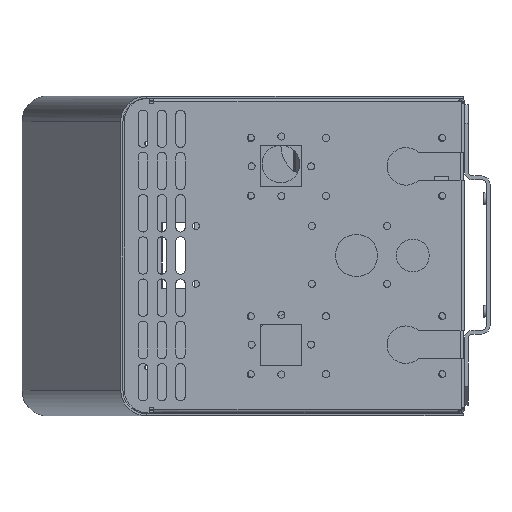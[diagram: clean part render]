
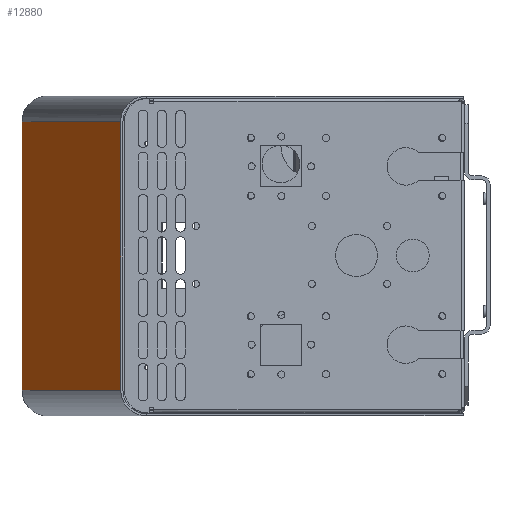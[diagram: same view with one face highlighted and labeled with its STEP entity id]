
A CAD part, left-side view. The second image highlights one B-rep face of the part: STEP entity #12880.
In plain terms, the highlighted planar face has unit normal (-0.153, 0.988, 0).
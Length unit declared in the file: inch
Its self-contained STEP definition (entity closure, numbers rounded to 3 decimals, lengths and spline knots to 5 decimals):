
#3217 = DIRECTION ( 'NONE',  ( 0., 0., 1. ) ) ;
#3772 = FACE_OUTER_BOUND ( 'NONE', #29771, .T. ) ;
#4613 = AXIS2_PLACEMENT_3D ( 'NONE', #26663, #13845, #31873 ) ;
#4894 = VECTOR ( 'NONE', #3217, 39.37008 ) ;
#5132 = EDGE_CURVE ( 'NONE', #31282, #18810, #20450, .T. ) ;
#5783 = CARTESIAN_POINT ( 'NONE',  ( -9.74008, 2.20094, -3.95667 ) ) ;
#6368 = CARTESIAN_POINT ( 'NONE',  ( -11.12348, 1.98604, -3.61857 ) ) ;
#6886 = EDGE_CURVE ( 'NONE', #31282, #21394, #22250, .T. ) ;
#7526 = VECTOR ( 'NONE', #17903, 39.37008 ) ;
#8458 = LINE ( 'NONE', #5783, #4894 ) ;
#11459 = DIRECTION ( 'NONE',  ( 0.988, 0.154, 0. ) ) ;
#12381 = ORIENTED_EDGE ( 'NONE', *, *, #6886, .T. ) ;
#12880 = ADVANCED_FACE ( 'NONE', ( #3772 ), #24091, .T. ) ;
#13214 = VERTEX_POINT ( 'NONE', #17503 ) ;
#13845 = DIRECTION ( 'NONE',  ( -0.154, 0.988, 0. ) ) ;
#14068 = CARTESIAN_POINT ( 'NONE',  ( -11.12348, 1.98604, 3.53222 ) ) ;
#14131 = DIRECTION ( 'NONE',  ( -0.988, -0.154, 0. ) ) ;
#14432 = ORIENTED_EDGE ( 'NONE', *, *, #5132, .F. ) ;
#15413 = VECTOR ( 'NONE', #14131, 39.37008 ) ;
#17503 = CARTESIAN_POINT ( 'NONE',  ( -9.74008, 2.20094, 3.53222 ) ) ;
#17903 = DIRECTION ( 'NONE',  ( 0., 0., 1. ) ) ;
#18057 = CARTESIAN_POINT ( 'NONE',  ( -9.74008, 2.20094, -3.61857 ) ) ;
#18810 = VERTEX_POINT ( 'NONE', #20606 ) ;
#20450 = LINE ( 'NONE', #33273, #7526 ) ;
#20606 = CARTESIAN_POINT ( 'NONE',  ( 7.18986, 4.83092, 3.53222 ) ) ;
#20958 = CARTESIAN_POINT ( 'NONE',  ( 7.18986, 4.83092, -3.61857 ) ) ;
#21394 = VERTEX_POINT ( 'NONE', #18057 ) ;
#22250 = LINE ( 'NONE', #6368, #15413 ) ;
#24091 = PLANE ( 'NONE',  #4613 ) ;
#25058 = EDGE_CURVE ( 'NONE', #21394, #13214, #8458, .T. ) ;
#26575 = ORIENTED_EDGE ( 'NONE', *, *, #32683, .T. ) ;
#26597 = LINE ( 'NONE', #14068, #32676 ) ;
#26663 = CARTESIAN_POINT ( 'NONE',  ( -11.12348, 1.98604, -15.5689 ) ) ;
#29771 = EDGE_LOOP ( 'NONE', ( #30344, #26575, #14432, #12381 ) ) ;
#30344 = ORIENTED_EDGE ( 'NONE', *, *, #25058, .T. ) ;
#31282 = VERTEX_POINT ( 'NONE', #20958 ) ;
#31873 = DIRECTION ( 'NONE',  ( -0.988, -0.154, 0. ) ) ;
#32676 = VECTOR ( 'NONE', #11459, 39.37008 ) ;
#32683 = EDGE_CURVE ( 'NONE', #13214, #18810, #26597, .T. ) ;
#33273 = CARTESIAN_POINT ( 'NONE',  ( 7.18986, 4.83092, -15.5689 ) ) ;
